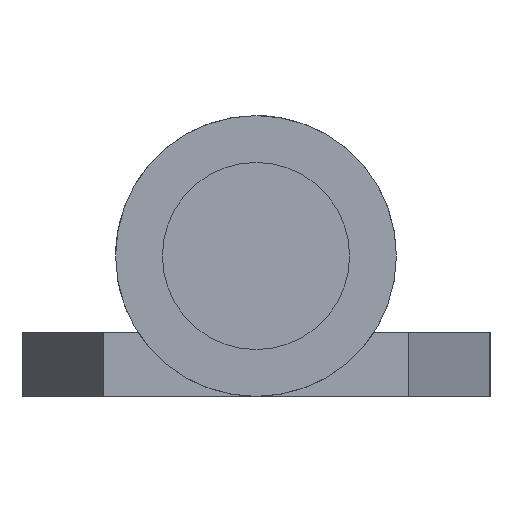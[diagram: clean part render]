
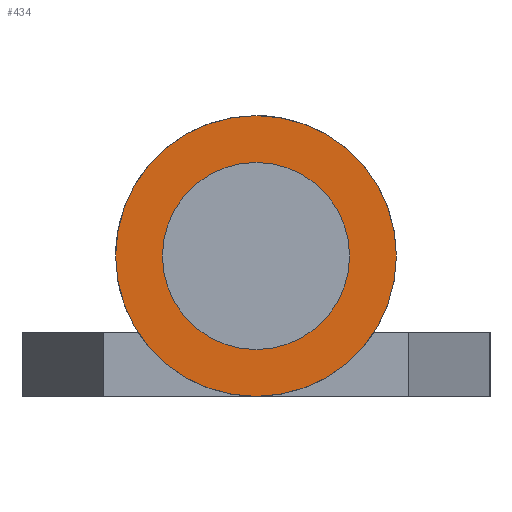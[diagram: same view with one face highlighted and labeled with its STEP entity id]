
A CAD part, left-side view. The second image highlights one B-rep face of the part: STEP entity #434.
In plain terms, the highlighted planar face has unit normal (-1, 0, 0).
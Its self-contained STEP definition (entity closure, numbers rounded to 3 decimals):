
#40 = FACE_BOUND ( 'NONE', #583, .T. ) ;
#45 = FACE_OUTER_BOUND ( 'NONE', #585, .T. ) ;
#65 = CIRCLE ( 'NONE', #489, 4. ) ;
#69 = CIRCLE ( 'NONE', #509, 6. ) ;
#73 = CIRCLE ( 'NONE', #487, 4. ) ;
#94 = CIRCLE ( 'NONE', #508, 6. ) ;
#193 = CARTESIAN_POINT ( 'NONE',  ( -44.5, 0., 6. ) ) ;
#194 = PLANE ( 'NONE',  #502 ) ;
#196 = DIRECTION ( 'NONE',  ( -1., 0., 0. ) ) ;
#197 = DIRECTION ( 'NONE',  ( 0., 0., 1. ) ) ;
#253 = CARTESIAN_POINT ( 'NONE',  ( -44.5, 0., 6. ) ) ;
#254 = DIRECTION ( 'NONE',  ( -1., 0., 0. ) ) ;
#255 = DIRECTION ( 'NONE',  ( 0., 0., 1. ) ) ;
#259 = CARTESIAN_POINT ( 'NONE',  ( -44.5, 0., 6. ) ) ;
#261 = DIRECTION ( 'NONE',  ( -1., 0., 0. ) ) ;
#262 = DIRECTION ( 'NONE',  ( 0., 0., 1. ) ) ;
#268 = CARTESIAN_POINT ( 'NONE',  ( -44.5, 0., 6. ) ) ;
#269 = DIRECTION ( 'NONE',  ( -1., 0., 0. ) ) ;
#270 = DIRECTION ( 'NONE',  ( 0., 0., 1. ) ) ;
#332 = CARTESIAN_POINT ( 'NONE',  ( -44.5, 0., 6. ) ) ;
#341 = DIRECTION ( 'NONE',  ( -1., 0., 0. ) ) ;
#342 = DIRECTION ( 'NONE',  ( 0., 0., 1. ) ) ;
#368 = CARTESIAN_POINT ( 'NONE',  ( -44.5, 0., 12. ) ) ;
#369 = CARTESIAN_POINT ( 'NONE',  ( -44.5, 0., 0. ) ) ;
#373 = CARTESIAN_POINT ( 'NONE',  ( -44.5, 0., 10. ) ) ;
#389 = CARTESIAN_POINT ( 'NONE',  ( -44.5, 0., 2. ) ) ;
#434 = ADVANCED_FACE ( 'NONE', ( #40, #45 ), #194, .T. ) ;
#451 = EDGE_CURVE ( 'NONE', #550, #566, #65, .T. ) ;
#454 = EDGE_CURVE ( 'NONE', #545, #546, #69, .T. ) ;
#457 = EDGE_CURVE ( 'NONE', #566, #550, #73, .T. ) ;
#474 = EDGE_CURVE ( 'NONE', #546, #545, #94, .T. ) ;
#487 = AXIS2_PLACEMENT_3D ( 'NONE', #268, #269, #270 ) ;
#489 = AXIS2_PLACEMENT_3D ( 'NONE', #253, #254, #255 ) ;
#502 = AXIS2_PLACEMENT_3D ( 'NONE', #193, #196, #197 ) ;
#508 = AXIS2_PLACEMENT_3D ( 'NONE', #332, #341, #342 ) ;
#509 = AXIS2_PLACEMENT_3D ( 'NONE', #259, #261, #262 ) ;
#545 = VERTEX_POINT ( 'NONE', #368 ) ;
#546 = VERTEX_POINT ( 'NONE', #369 ) ;
#550 = VERTEX_POINT ( 'NONE', #373 ) ;
#566 = VERTEX_POINT ( 'NONE', #389 ) ;
#583 = EDGE_LOOP ( 'NONE', ( #656, #657 ) ) ;
#585 = EDGE_LOOP ( 'NONE', ( #658, #659 ) ) ;
#656 = ORIENTED_EDGE ( 'NONE', *, *, #451, .F. ) ;
#657 = ORIENTED_EDGE ( 'NONE', *, *, #457, .F. ) ;
#658 = ORIENTED_EDGE ( 'NONE', *, *, #454, .T. ) ;
#659 = ORIENTED_EDGE ( 'NONE', *, *, #474, .T. ) ;
